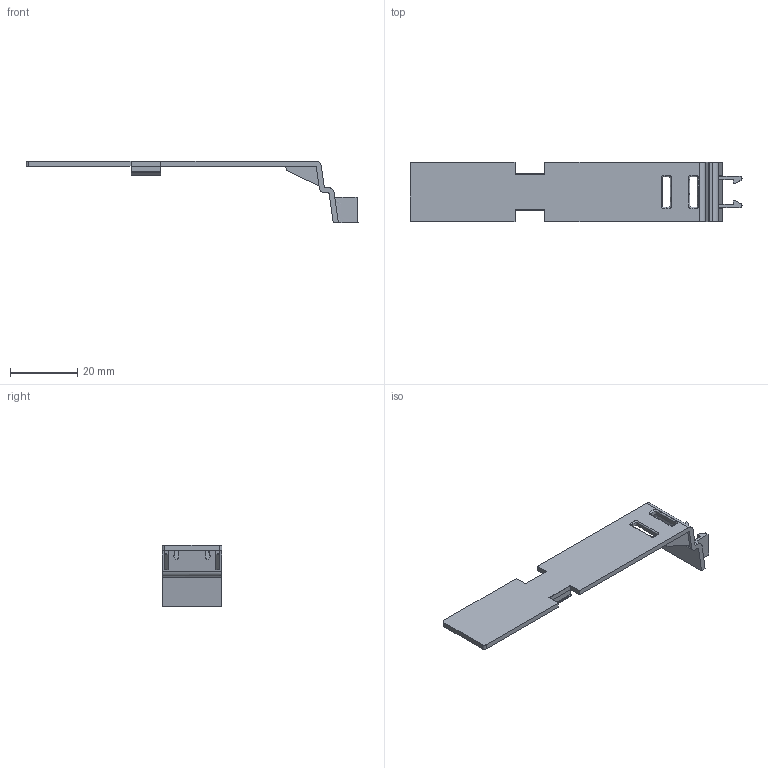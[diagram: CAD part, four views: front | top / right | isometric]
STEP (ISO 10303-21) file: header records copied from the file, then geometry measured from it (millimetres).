
FILE_DESCRIPTION (( 'STEP AP203' ), '1' );
FILE_NAME ('FWR_3DWEB.STEP', '2015-07-07T15:37:17', ( 'IT' ), ( 'Panduit Corp.' ), 'SwSTEP 2.0', 'SolidWorks 2014', '' );
FILE_SCHEMA (( 'CONFIG_CONTROL_DESIGN' ));
Length unit declared in the file: inch
Products named in the file (1): FWR_3DWEB
Bounding box: 98.78 x 17.78 x 18.44 mm (x, y, z)
Volume: 2997 mm3; surface area: 4874.1 mm2
Topology: 9 solids, 9 shells, 98 faces, 240 edges, 160 vertices
Faces by surface type: plane 66, bspline 21, cylinder 11
Entity records: 6498 total; most frequent: CARTESIAN_POINT 4288, ORIENTED_EDGE 480, DIRECTION 351, EDGE_CURVE 240, VECTOR 167, LINE 167, VERTEX_POINT 160, EDGE_LOOP 102
